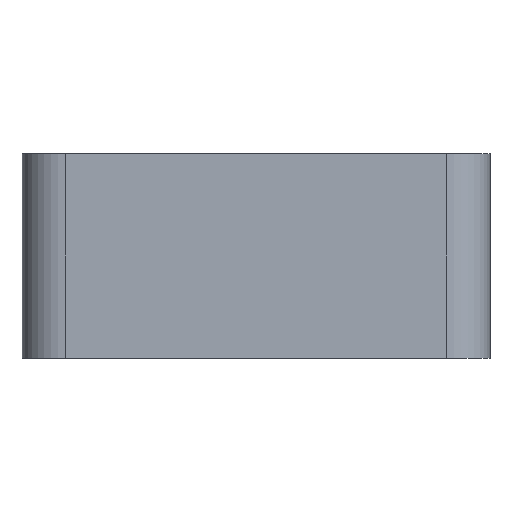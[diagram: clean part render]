
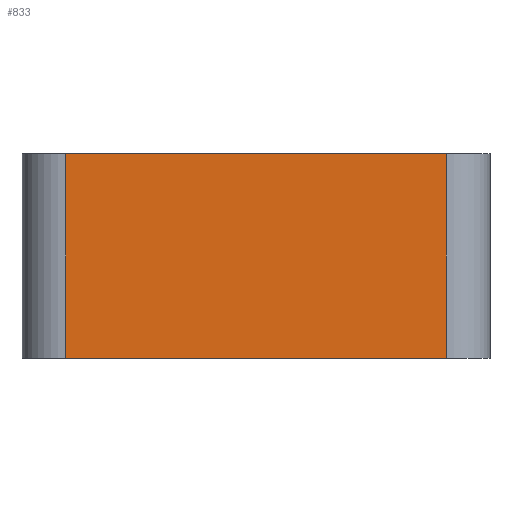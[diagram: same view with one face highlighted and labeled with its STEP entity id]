
A CAD part, left-side view. The second image highlights one B-rep face of the part: STEP entity #833.
In plain terms, the highlighted planar face has unit normal (-1, 0, 0).
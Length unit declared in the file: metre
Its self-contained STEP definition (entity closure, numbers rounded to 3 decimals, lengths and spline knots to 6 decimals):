
#108=ORIENTED_EDGE('',*,*,#335,.F.);
#109=ORIENTED_EDGE('',*,*,#336,.F.);
#110=ORIENTED_EDGE('',*,*,#337,.T.);
#111=ORIENTED_EDGE('',*,*,#338,.T.);
#335=EDGE_CURVE('',#448,#449,#529,.T.);
#336=EDGE_CURVE('',#450,#448,#530,.T.);
#337=EDGE_CURVE('',#450,#451,#531,.T.);
#338=EDGE_CURVE('',#451,#449,#532,.T.);
#448=VERTEX_POINT('',#1314);
#449=VERTEX_POINT('',#1315);
#450=VERTEX_POINT('',#1317);
#451=VERTEX_POINT('',#1319);
#529=LINE('',#1313,#619);
#530=LINE('',#1316,#620);
#531=LINE('',#1318,#621);
#532=LINE('',#1320,#622);
#619=VECTOR('',#1030,1.);
#620=VECTOR('',#1031,1.);
#621=VECTOR('',#1032,1.);
#622=VECTOR('',#1033,1.);
#665=EDGE_LOOP('',(#108,#109,#110,#111));
#737=FACE_BOUND('',#665,.T.);
#799=PLANE('',#892);
#833=ADVANCED_FACE('',(#737),#799,.T.);
#892=AXIS2_PLACEMENT_3D('',#1312,#1028,#1029);
#1028=DIRECTION('',(-1.,0.,0.));
#1029=DIRECTION('',(0.,0.,1.));
#1030=DIRECTION('',(0.,1.,0.));
#1031=DIRECTION('',(0.,0.,-1.));
#1032=DIRECTION('',(0.,1.,0.));
#1033=DIRECTION('',(0.,0.,-1.));
#1312=CARTESIAN_POINT('',(-0.0435,0.,0.014));
#1313=CARTESIAN_POINT('',(-0.0435,0.,0.));
#1314=CARTESIAN_POINT('',(-0.0435,-0.013,0.));
#1315=CARTESIAN_POINT('',(-0.0435,0.013,0.));
#1316=CARTESIAN_POINT('',(-0.0435,-0.013,0.014));
#1317=CARTESIAN_POINT('',(-0.0435,-0.013,0.014));
#1318=CARTESIAN_POINT('',(-0.0435,0.,0.014));
#1319=CARTESIAN_POINT('',(-0.0435,0.013,0.014));
#1320=CARTESIAN_POINT('',(-0.0435,0.013,0.014));
